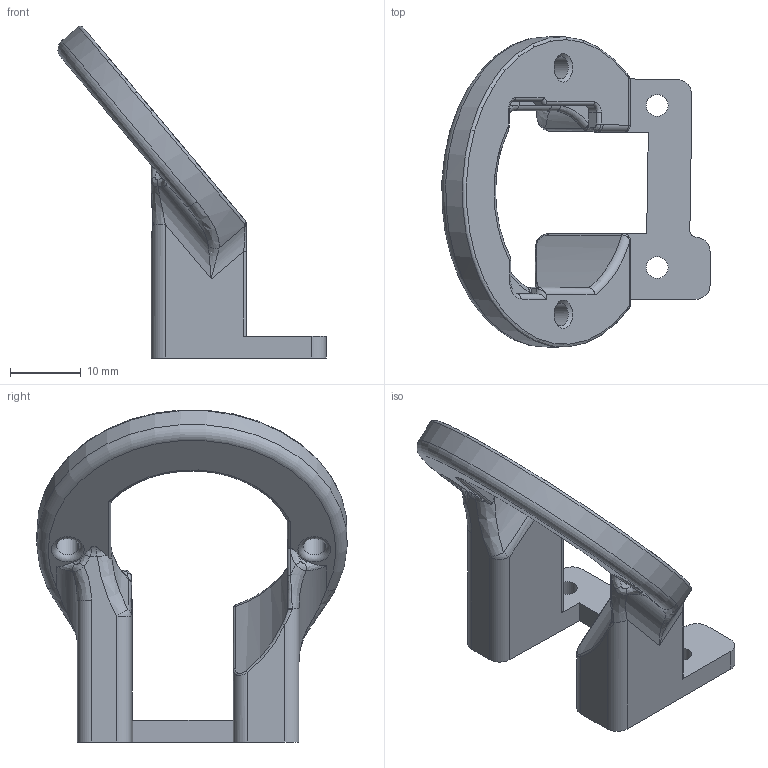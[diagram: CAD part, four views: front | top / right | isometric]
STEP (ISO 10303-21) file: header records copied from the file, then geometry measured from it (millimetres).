
FILE_DESCRIPTION(/* description */ ('HOOPS Exchange Step'),/* implementation_level */ '2;1');
FILE_NAME(/* name */ 'Crosses-Trackball-Mount-Right.step',/* time_stamp */ '2025-12-29T12:44:36-06:00',/* author */ (''),/* organization */ (''),/* preprocessor_version */ 'ST-DEVELOPER v20.1',/* originating_system */ 'Autodesk Translation Framework v14.21.0.0',/* authorisation */ '');
FILE_SCHEMA (('AUTOMOTIVE_DESIGN { 1 0 10303 214 3 1 1 }'));
Length unit declared in the file: millimetre
Products named in the file (3): root; 0; 0_1
Assembly tree (2 placements, depth 3):
  root
    0
      0_1
Bounding box: 38.02 x 43.99 x 47.08 mm (x, y, z)
Volume: 8357.4 mm3; surface area: 4766.7 mm2
Topology: 1 solids, 1 shells, 144 faces, 385 edges, 237 vertices
Faces by surface type: cylinder 52, bspline 42, plane 33, torus 13, sphere 2, cone 2
Full cylindrical faces by diameter (mm): 3.1 x2, 3.2 x2
Entity records: 11142 total; most frequent: CARTESIAN_POINT 7731, ORIENTED_EDGE 762, DIRECTION 608, EDGE_CURVE 381, VERTEX_POINT 237, AXIS2_PLACEMENT_3D 231, EDGE_LOOP 152, LINE 146
